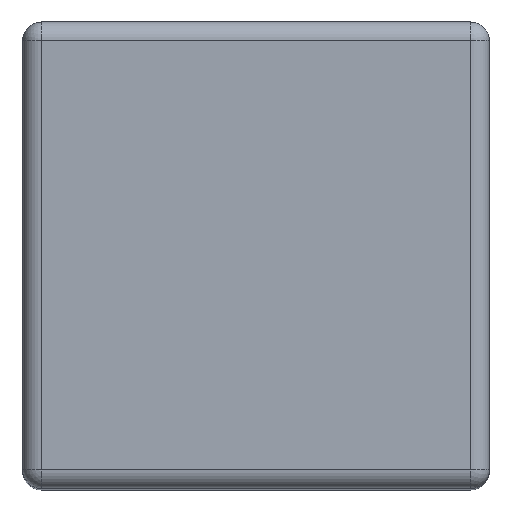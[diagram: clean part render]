
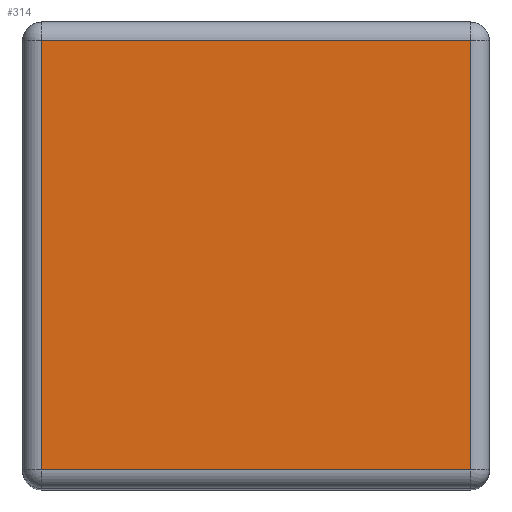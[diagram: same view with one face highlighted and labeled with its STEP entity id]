
A CAD part, top view. The second image highlights one B-rep face of the part: STEP entity #314.
In plain terms, the highlighted planar face has unit normal (0, 0, 1).
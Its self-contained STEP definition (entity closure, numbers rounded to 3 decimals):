
#24=PLANE($,#361);
#36=LINE($,#513,#56);
#42=LINE($,#542,#62);
#44=LINE($,#545,#64);
#46=LINE($,#548,#66);
#56=VECTOR($,#407,6.9);
#62=VECTOR($,#439,6.9);
#64=VECTOR($,#443,6.9);
#66=VECTOR($,#447,6.9);
#96=FACE_OUTER_BOUND($,#120,.T.);
#120=EDGE_LOOP($,(#268,#269,#270,#271));
#153=VERTEX_POINT($,#488);
#158=VERTEX_POINT($,#501);
#163=VERTEX_POINT($,#517);
#168=VERTEX_POINT($,#530);
#188=EDGE_CURVE($,#153,#158,#36,.T.);
#202=EDGE_CURVE($,#158,#168,#42,.T.);
#204=EDGE_CURVE($,#168,#163,#44,.T.);
#206=EDGE_CURVE($,#163,#153,#46,.T.);
#268=ORIENTED_EDGE($,*,*,#188,.F.);
#269=ORIENTED_EDGE($,*,*,#206,.F.);
#270=ORIENTED_EDGE($,*,*,#204,.F.);
#271=ORIENTED_EDGE($,*,*,#202,.F.);
#314=ADVANCED_FACE($,(#96),#24,.T.);
#361=AXIS2_PLACEMENT_3D($,#554,#455,#456);
#407=DIRECTION($,(0.,-1.,0.));
#439=DIRECTION($,(-1.,0.,0.));
#443=DIRECTION($,(0.,1.,0.));
#447=DIRECTION($,(1.,0.,0.));
#455=DIRECTION('center_axis',(0.,0.,1.));
#456=DIRECTION('ref_axis',(1.,0.,0.));
#488=CARTESIAN_POINT('',(3.45,3.45,13.));
#501=CARTESIAN_POINT('',(3.45,-3.45,13.));
#513=CARTESIAN_POINT($,(3.45,-1.875,13.));
#517=CARTESIAN_POINT('',(-3.45,3.45,13.));
#530=CARTESIAN_POINT('',(-3.45,-3.45,13.));
#542=CARTESIAN_POINT($,(-1.875,-3.45,13.));
#545=CARTESIAN_POINT($,(-3.45,1.875,13.));
#548=CARTESIAN_POINT($,(1.875,3.45,13.));
#554=CARTESIAN_POINT('Origin',(0.,0.,13.));
